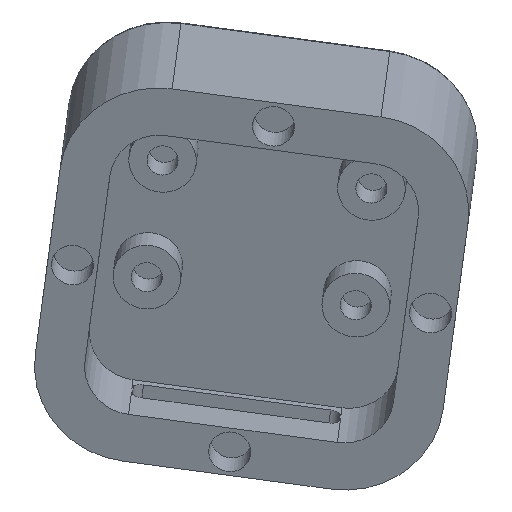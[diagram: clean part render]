
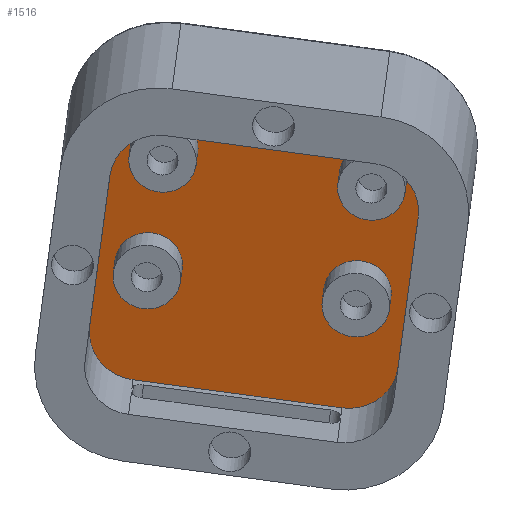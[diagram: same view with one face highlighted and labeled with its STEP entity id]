
A CAD part, left-side view. The second image highlights one B-rep face of the part: STEP entity #1516.
In plain terms, the highlighted planar face has unit normal (-0.939, 0.046, -0.342).
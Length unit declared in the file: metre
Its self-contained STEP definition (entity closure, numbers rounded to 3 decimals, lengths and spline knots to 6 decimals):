
#109=CIRCLE('',#1630,0.003375);
#113=CIRCLE('',#1638,0.003375);
#117=CIRCLE('',#1646,0.003375);
#121=CIRCLE('',#1654,0.003375);
#122=CIRCLE('',#1656,0.005);
#123=CIRCLE('',#1657,0.005);
#124=CIRCLE('',#1658,0.005);
#125=CIRCLE('',#1659,0.005);
#272=ORIENTED_EDGE('',*,*,#697,.F.);
#273=ORIENTED_EDGE('',*,*,#698,.F.);
#274=ORIENTED_EDGE('',*,*,#699,.F.);
#275=ORIENTED_EDGE('',*,*,#700,.F.);
#276=ORIENTED_EDGE('',*,*,#701,.F.);
#277=ORIENTED_EDGE('',*,*,#702,.F.);
#278=ORIENTED_EDGE('',*,*,#703,.F.);
#279=ORIENTED_EDGE('',*,*,#704,.F.);
#280=ORIENTED_EDGE('',*,*,#684,.T.);
#281=ORIENTED_EDGE('',*,*,#688,.T.);
#282=ORIENTED_EDGE('',*,*,#692,.T.);
#283=ORIENTED_EDGE('',*,*,#696,.F.);
#684=EDGE_CURVE('',#901,#901,#109,.T.);
#688=EDGE_CURVE('',#905,#905,#113,.T.);
#692=EDGE_CURVE('',#909,#909,#117,.T.);
#696=EDGE_CURVE('',#913,#913,#121,.T.);
#697=EDGE_CURVE('',#914,#915,#122,.T.);
#698=EDGE_CURVE('',#916,#914,#1039,.T.);
#699=EDGE_CURVE('',#917,#916,#123,.T.);
#700=EDGE_CURVE('',#918,#917,#1040,.T.);
#701=EDGE_CURVE('',#919,#918,#124,.T.);
#702=EDGE_CURVE('',#920,#919,#1041,.T.);
#703=EDGE_CURVE('',#921,#920,#125,.T.);
#704=EDGE_CURVE('',#915,#921,#1042,.T.);
#901=VERTEX_POINT('',#2412);
#905=VERTEX_POINT('',#2424);
#909=VERTEX_POINT('',#2436);
#913=VERTEX_POINT('',#2448);
#914=VERTEX_POINT('',#2451);
#915=VERTEX_POINT('',#2452);
#916=VERTEX_POINT('',#2454);
#917=VERTEX_POINT('',#2456);
#918=VERTEX_POINT('',#2458);
#919=VERTEX_POINT('',#2460);
#920=VERTEX_POINT('',#2462);
#921=VERTEX_POINT('',#2464);
#1039=LINE('',#2453,#1127);
#1040=LINE('',#2457,#1128);
#1041=LINE('',#2461,#1129);
#1042=LINE('',#2465,#1130);
#1127=VECTOR('',#1939,1.);
#1128=VECTOR('',#1942,1.);
#1129=VECTOR('',#1945,1.);
#1130=VECTOR('',#1948,1.);
#1222=EDGE_LOOP('',(#272,#273,#274,#275,#276,#277,#278,#279));
#1223=EDGE_LOOP('',(#280));
#1224=EDGE_LOOP('',(#281));
#1225=EDGE_LOOP('',(#282));
#1226=EDGE_LOOP('',(#283));
#1358=FACE_BOUND('',#1222,.T.);
#1359=FACE_BOUND('',#1223,.T.);
#1360=FACE_BOUND('',#1224,.T.);
#1361=FACE_BOUND('',#1225,.T.);
#1362=FACE_BOUND('',#1226,.T.);
#1473=PLANE('',#1655);
#1516=ADVANCED_FACE('',(#1358,#1359,#1360,#1361,#1362),#1473,.F.);
#1630=AXIS2_PLACEMENT_3D('',#2411,#1885,#1886);
#1638=AXIS2_PLACEMENT_3D('',#2423,#1901,#1902);
#1646=AXIS2_PLACEMENT_3D('',#2435,#1917,#1918);
#1654=AXIS2_PLACEMENT_3D('',#2447,#1933,#1934);
#1655=AXIS2_PLACEMENT_3D('',#2449,#1935,#1936);
#1656=AXIS2_PLACEMENT_3D('',#2450,#1937,#1938);
#1657=AXIS2_PLACEMENT_3D('',#2455,#1940,#1941);
#1658=AXIS2_PLACEMENT_3D('',#2459,#1943,#1944);
#1659=AXIS2_PLACEMENT_3D('',#2463,#1946,#1947);
#1885=DIRECTION('',(0.939,-0.046,0.342));
#1886=DIRECTION('',(0.342,0.,-0.94));
#1901=DIRECTION('',(0.939,-0.046,0.342));
#1902=DIRECTION('',(0.342,0.,-0.94));
#1917=DIRECTION('',(0.939,-0.046,0.342));
#1918=DIRECTION('',(0.342,0.,-0.94));
#1933=DIRECTION('',(-0.939,0.046,-0.342));
#1934=DIRECTION('',(-0.342,0.,0.94));
#1935=DIRECTION('',(0.939,-0.046,0.342));
#1936=DIRECTION('',(0.043,0.999,0.016));
#1937=DIRECTION('',(0.939,-0.046,0.342));
#1938=DIRECTION('',(0.342,0.,-0.94));
#1939=DIRECTION('',(-0.345,-0.125,0.93));
#1940=DIRECTION('',(0.939,-0.046,0.342));
#1941=DIRECTION('',(0.342,0.,-0.94));
#1942=DIRECTION('',(0.,0.991,0.133));
#1943=DIRECTION('',(0.939,-0.046,0.342));
#1944=DIRECTION('',(0.342,0.,-0.94));
#1945=DIRECTION('',(0.345,0.125,-0.93));
#1946=DIRECTION('',(0.939,-0.046,0.342));
#1947=DIRECTION('',(0.342,0.,-0.94));
#1948=DIRECTION('',(0.,-0.991,-0.133));
#2411=CARTESIAN_POINT('',(0.186223,-0.082912,0.154958));
#2412=CARTESIAN_POINT('',(0.187379,-0.082912,0.151787));
#2423=CARTESIAN_POINT('',(0.18191,-0.084472,0.166586));
#2424=CARTESIAN_POINT('',(0.183065,-0.084472,0.163415));
#2435=CARTESIAN_POINT('',(0.18191,-0.063658,0.169378));
#2436=CARTESIAN_POINT('',(0.183065,-0.063658,0.166207));
#2447=CARTESIAN_POINT('',(0.186223,-0.062098,0.15775));
#2448=CARTESIAN_POINT('',(0.185068,-0.062098,0.160922));
#2449=CARTESIAN_POINT('',(0.185337,-0.072825,0.158744));
#2450=CARTESIAN_POINT('',(0.18191,-0.063658,0.169378));
#2451=CARTESIAN_POINT('',(0.18191,-0.058702,0.170043));
#2452=CARTESIAN_POINT('',(0.180185,-0.064282,0.17403));
#2453=CARTESIAN_POINT('',(0.185337,-0.057463,0.160805));
#2454=CARTESIAN_POINT('',(0.188764,-0.056224,0.151567));
#2455=CARTESIAN_POINT('',(0.188764,-0.061179,0.150902));
#2456=CARTESIAN_POINT('',(0.190489,-0.060555,0.146251));
#2457=CARTESIAN_POINT('',(0.190489,-0.070962,0.144855));
#2458=CARTESIAN_POINT('',(0.190489,-0.081369,0.143459));
#2459=CARTESIAN_POINT('',(0.188764,-0.081993,0.14811));
#2460=CARTESIAN_POINT('',(0.188764,-0.086949,0.147445));
#2461=CARTESIAN_POINT('',(0.185337,-0.088188,0.156683));
#2462=CARTESIAN_POINT('',(0.18191,-0.089427,0.165921));
#2463=CARTESIAN_POINT('',(0.18191,-0.084472,0.166586));
#2464=CARTESIAN_POINT('',(0.180185,-0.085096,0.171237));
#2465=CARTESIAN_POINT('',(0.180185,-0.074689,0.172634));
